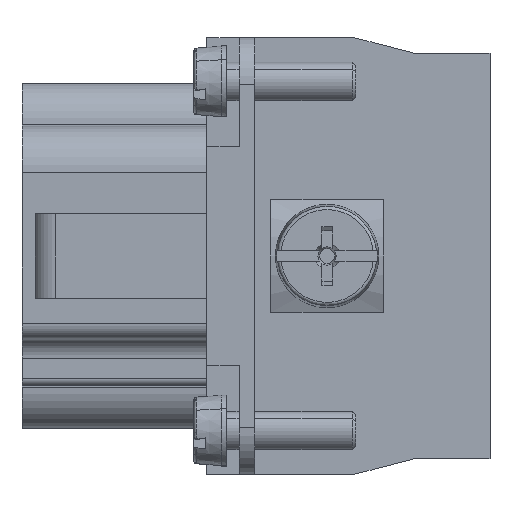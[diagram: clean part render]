
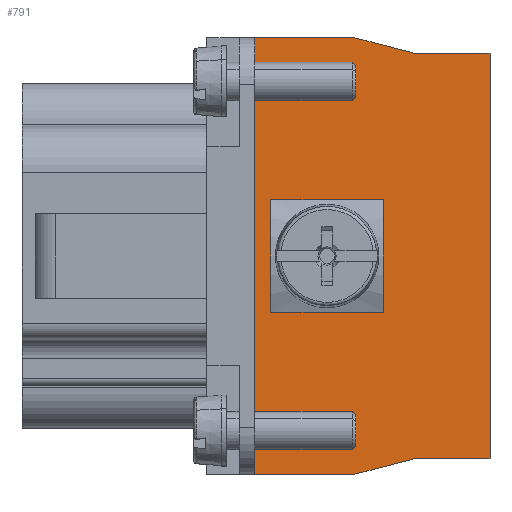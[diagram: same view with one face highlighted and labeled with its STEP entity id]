
A CAD part, left-side view. The second image highlights one B-rep face of the part: STEP entity #791.
In plain terms, the highlighted planar face has unit normal (-1, 0, 0).
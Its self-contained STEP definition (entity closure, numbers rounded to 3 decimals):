
#791=ADVANCED_FACE('',(#1367,#1368),#1165,.T.);
#1165=PLANE('',#6528);
#1367=FACE_BOUND('',#1495,.T.);
#1368=FACE_BOUND('',#1496,.T.);
#1495=EDGE_LOOP('',(#2207));
#1496=EDGE_LOOP('',(#2208,#2209,#2210,#2211,#2212,#2213,#2214,#2215));
#1948=CIRCLE('',#6527,2.);
#2207=ORIENTED_EDGE('',*,*,#4675,.F.);
#2208=ORIENTED_EDGE('',*,*,#4664,.F.);
#2209=ORIENTED_EDGE('',*,*,#4676,.T.);
#2210=ORIENTED_EDGE('',*,*,#4677,.F.);
#2211=ORIENTED_EDGE('',*,*,#4678,.F.);
#2212=ORIENTED_EDGE('',*,*,#4679,.F.);
#2213=ORIENTED_EDGE('',*,*,#4680,.F.);
#2214=ORIENTED_EDGE('',*,*,#4681,.T.);
#2215=ORIENTED_EDGE('',*,*,#4682,.T.);
#4040=VERTEX_POINT('',#8870);
#4041=VERTEX_POINT('',#8872);
#4051=VERTEX_POINT('',#8894);
#4052=VERTEX_POINT('',#8896);
#4053=VERTEX_POINT('',#8898);
#4054=VERTEX_POINT('',#8900);
#4055=VERTEX_POINT('',#8902);
#4056=VERTEX_POINT('',#8904);
#4057=VERTEX_POINT('',#8906);
#4664=EDGE_CURVE('',#4040,#4041,#5586,.T.);
#4675=EDGE_CURVE('',#4051,#4051,#1948,.T.);
#4676=EDGE_CURVE('',#4040,#4052,#5589,.T.);
#4677=EDGE_CURVE('',#4053,#4052,#5590,.T.);
#4678=EDGE_CURVE('',#4054,#4053,#5591,.T.);
#4679=EDGE_CURVE('',#4055,#4054,#5592,.T.);
#4680=EDGE_CURVE('',#4056,#4055,#5593,.T.);
#4681=EDGE_CURVE('',#4056,#4057,#5594,.T.);
#4682=EDGE_CURVE('',#4057,#4041,#5595,.T.);
#5586=LINE('',#8871,#6052);
#5589=LINE('',#8895,#6055);
#5590=LINE('',#8897,#6056);
#5591=LINE('',#8899,#6057);
#5592=LINE('',#8901,#6058);
#5593=LINE('',#8903,#6059);
#5594=LINE('',#8905,#6060);
#5595=LINE('',#8907,#6061);
#6052=VECTOR('',#7148,1.);
#6055=VECTOR('',#7171,1.);
#6056=VECTOR('',#7172,1.);
#6057=VECTOR('',#7173,1.);
#6058=VECTOR('',#7174,1.);
#6059=VECTOR('',#7175,1.);
#6060=VECTOR('',#7176,1.);
#6061=VECTOR('',#7177,1.);
#6527=AXIS2_PLACEMENT_3D('',#8893,#7169,#7170);
#6528=AXIS2_PLACEMENT_3D('',#8908,#7178,#7179);
#7148=DIRECTION('',(0.,0.,1.));
#7169=DIRECTION('',(-1.,0.,0.));
#7170=DIRECTION('',(0.,0.,1.));
#7171=DIRECTION('',(0.,-1.,0.));
#7172=DIRECTION('',(0.,0.968,-0.25));
#7173=DIRECTION('',(0.,1.,0.));
#7174=DIRECTION('',(0.,0.,-1.));
#7175=DIRECTION('',(0.,-1.,0.));
#7176=DIRECTION('',(0.,0.968,0.25));
#7177=DIRECTION('',(0.,1.,0.));
#7178=DIRECTION('',(-1.,0.,0.));
#7179=DIRECTION('',(0.,-1.,0.));
#8870=CARTESIAN_POINT('',(-21.77,1.657,-24.258));
#8871=CARTESIAN_POINT('',(-21.77,1.657,-2.991));
#8872=CARTESIAN_POINT('',(-21.77,1.657,9.542));
#8893=CARTESIAN_POINT('',(-21.77,-3.943,-7.358));
#8894=CARTESIAN_POINT('',(-21.77,-3.943,-5.358));
#8895=CARTESIAN_POINT('',(-21.77,-6.767,-24.258));
#8896=CARTESIAN_POINT('',(-21.77,-6.003,-24.258));
#8897=CARTESIAN_POINT('',(-21.77,-7.743,-23.808));
#8898=CARTESIAN_POINT('',(-21.77,-10.643,-23.058));
#8899=CARTESIAN_POINT('',(-21.77,-16.043,-23.058));
#8900=CARTESIAN_POINT('',(-21.77,-16.543,-23.058));
#8901=CARTESIAN_POINT('',(-21.77,-16.543,-13.458));
#8902=CARTESIAN_POINT('',(-21.77,-16.543,8.342));
#8903=CARTESIAN_POINT('',(-21.77,-10.643,8.342));
#8904=CARTESIAN_POINT('',(-21.77,-10.643,8.342));
#8905=CARTESIAN_POINT('',(-21.77,-10.643,8.342));
#8906=CARTESIAN_POINT('',(-21.77,-6.003,9.542));
#8907=CARTESIAN_POINT('',(-21.77,-6.767,9.542));
#8908=CARTESIAN_POINT('',(-21.77,-7.523,-21.998));
